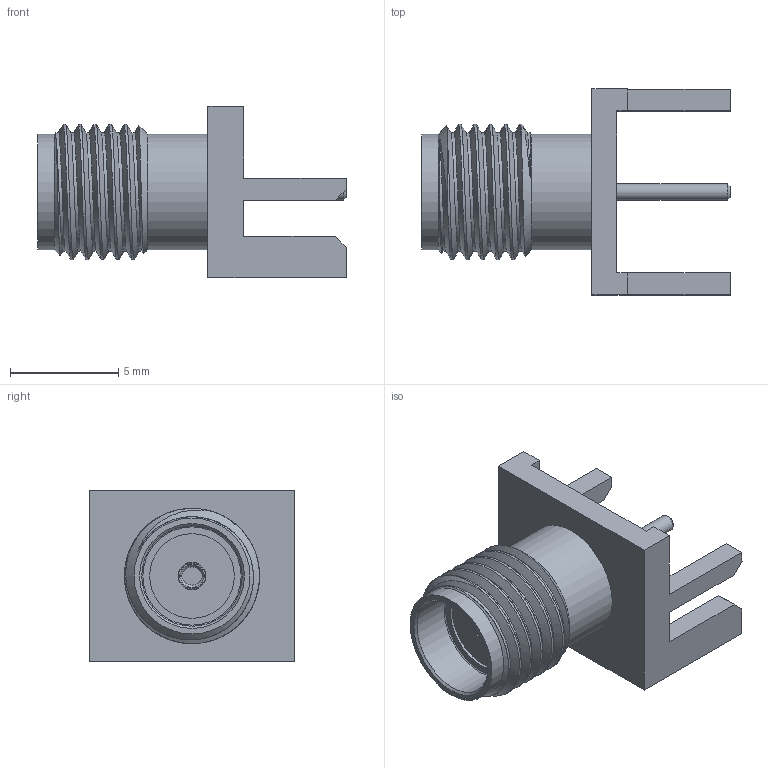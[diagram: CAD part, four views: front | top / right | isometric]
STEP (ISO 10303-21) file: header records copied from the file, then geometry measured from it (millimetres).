
FILE_DESCRIPTION(/* description */ ('STEP AP203'),/* implementation_level */ '2;1');
FILE_NAME(/* name */ '732511150',/* time_stamp */ '2022-07-15T11:38:40+02:00',/* author */ ('License CC BY-ND 4.0'),/* organization */ ('CADENAS'),/* preprocessor_version */ 'ST-DEVELOPER v18.102',/* originating_system */ 'PARTsolutions',/* authorisation */ ' ');
FILE_SCHEMA (('CONFIG_CONTROL_DESIGN'));
Length unit declared in the file: millimetre
Products named in the file (6): 732511150; 732511150_PART5; 732511150_PART4; 732511150_PART3; 732511150_PART2; 732511150_PART1
Assembly tree (5 placements, depth 2):
  732511150
    732511150_PART5
    732511150_PART4
    732511150_PART3
    732511150_PART2
    732511150_PART1
Bounding box: 14.27 x 9.53 x 7.92 mm (x, y, z)
Volume: 1.6 mm3; surface area: 578.6 mm2
Topology: 4 solids, 7 shells, 86 faces, 244 edges, 171 vertices
Faces by surface type: plane 52, cylinder 20, cone 9, bspline 3, torus 2
Full cylindrical faces by diameter (mm): 0.762 x1, 1.29 x1, 3.912 x1, 4.644 x1, 5.359 x2
Entity records: 5377 total; most frequent: CARTESIAN_POINT 3209, ORIENTED_EDGE 403, DIRECTION 402, EDGE_CURVE 225, VERTEX_POINT 164, AXIS2_PLACEMENT_3D 145, LINE 112, VECTOR 112
